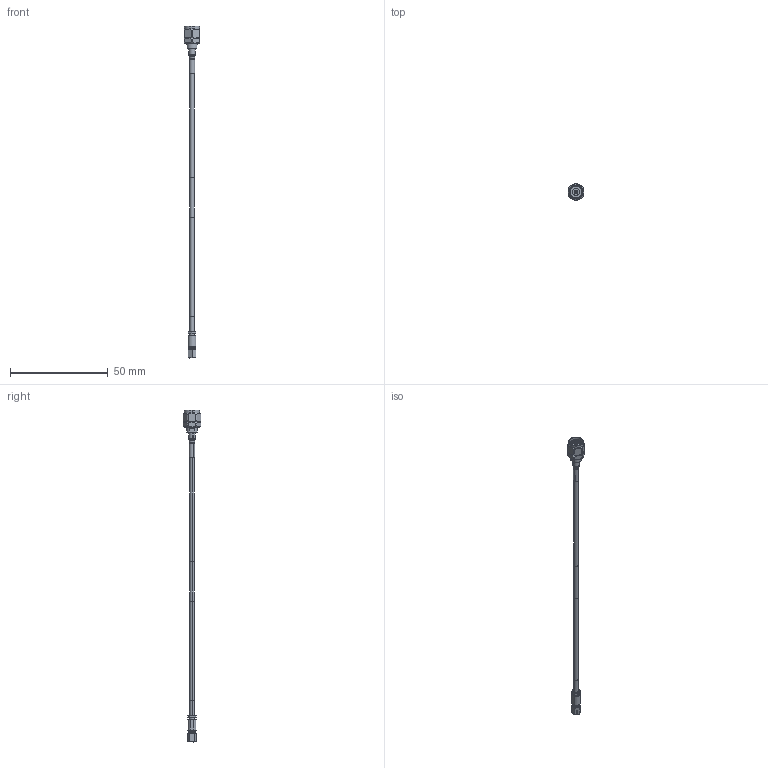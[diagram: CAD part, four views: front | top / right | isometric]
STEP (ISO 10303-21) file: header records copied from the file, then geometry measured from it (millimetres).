
FILE_DESCRIPTION (( 'STEP AP214' ), '1' );
FILE_NAME ('FMCA100354_3D.step', '2025-11-11T18:12:44', ( '' ), ( '' ), 'SwSTEP 2.0', 'SolidWorks 2025', '' );
FILE_SCHEMA (( 'AUTOMOTIVE_DESIGN' ));
Length unit declared in the file: inch
Products named in the file (6): PE45413; Copy (2) of HEAT SHRINK^FMCA100354; FMCA100354_3D; PE45365_默认; Copy of HEAT SHRINK^FMCA100354; PE-SR405FL_WITH LABEL
Assembly tree (5 placements, depth 2):
  FMCA100354_3D
    PE-SR405FL_WITH LABEL
    PE45413
    PE45365_默认
    Copy of HEAT SHRINK^FMCA100354
    Copy (2) of HEAT SHRINK^FMCA100354
Bounding box: 7.92 x 8.88 x 170.05 mm (x, y, z)
Volume: 1059.4 mm3; surface area: 2566.4 mm2
Topology: 7 solids, 7 shells, 260 faces, 605 edges, 383 vertices
Faces by surface type: cylinder 115, plane 80, cone 47, torus 12, bspline 6
Entity records: 10153 total; most frequent: CARTESIAN_POINT 4103, DIRECTION 1232, ORIENTED_EDGE 1210, EDGE_CURVE 605, AXIS2_PLACEMENT_3D 512, VERTEX_POINT 383, EDGE_LOOP 302, ADVANCED_FACE 260
